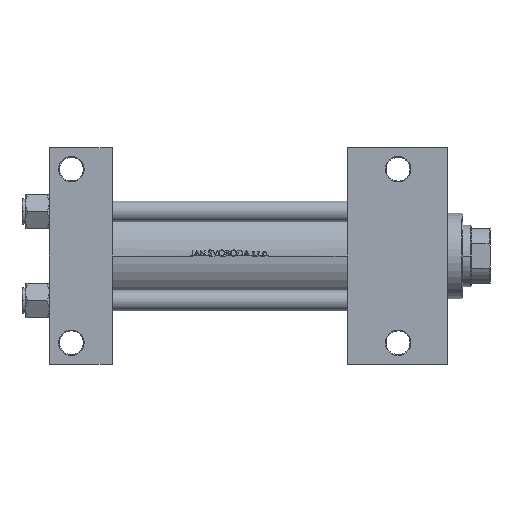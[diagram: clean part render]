
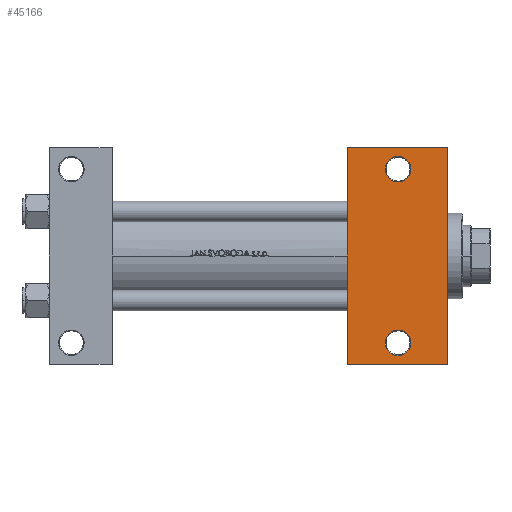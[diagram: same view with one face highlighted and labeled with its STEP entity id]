
A CAD part, front view. The second image highlights one B-rep face of the part: STEP entity #45166.
In plain terms, the highlighted face is planar.
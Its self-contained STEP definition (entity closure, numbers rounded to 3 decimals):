
#1878 = DIRECTION ( 'NONE',  ( 0., 0., 1. ) ) ;
#1888 = LINE ( 'NONE', #47586, #34477 ) ;
#2833 = VERTEX_POINT ( 'NONE', #45637 ) ;
#4169 = VECTOR ( 'NONE', #25769, 1000. ) ;
#4600 = ORIENTED_EDGE ( 'NONE', *, *, #40025, .T. ) ;
#4900 = CARTESIAN_POINT ( 'NONE',  ( 205., -51., -37.5 ) ) ;
#6036 = FACE_OUTER_BOUND ( 'NONE', #7741, .T. ) ;
#7741 = EDGE_LOOP ( 'NONE', ( #18588, #13599, #17617, #48487 ) ) ;
#7811 = EDGE_CURVE ( 'NONE', #26843, #18023, #11171, .T. ) ;
#8003 = CARTESIAN_POINT ( 'NONE',  ( 175., 63.5, -37.5 ) ) ;
#10045 = FACE_BOUND ( 'NONE', #40333, .T. ) ;
#11171 = LINE ( 'NONE', #34043, #24327 ) ;
#12746 = AXIS2_PLACEMENT_3D ( 'NONE', #16664, #35542, #20907 ) ;
#13599 = ORIENTED_EDGE ( 'NONE', *, *, #7811, .T. ) ;
#13983 = AXIS2_PLACEMENT_3D ( 'NONE', #25353, #40720, #17073 ) ;
#15927 = CARTESIAN_POINT ( 'NONE',  ( 197.5, 51., -37.5 ) ) ;
#16664 = CARTESIAN_POINT ( 'NONE',  ( 205., -51., -37.5 ) ) ;
#17073 = DIRECTION ( 'NONE',  ( -1., 0., 0. ) ) ;
#17242 = CARTESIAN_POINT ( 'NONE',  ( 175., 37.5, -37.5 ) ) ;
#17617 = ORIENTED_EDGE ( 'NONE', *, *, #31708, .T. ) ;
#18023 = VERTEX_POINT ( 'NONE', #29654 ) ;
#18191 = CIRCLE ( 'NONE', #47081, 7.5 ) ;
#18265 = CARTESIAN_POINT ( 'NONE',  ( 234., -63.5, -37.5 ) ) ;
#18588 = ORIENTED_EDGE ( 'NONE', *, *, #48705, .F. ) ;
#19762 = EDGE_CURVE ( 'NONE', #32719, #41524, #22983, .T. ) ;
#20186 = DIRECTION ( 'NONE',  ( -1., 0., 0. ) ) ;
#20907 = DIRECTION ( 'NONE',  ( -1., 0., 0. ) ) ;
#21078 = FACE_BOUND ( 'NONE', #46922, .T. ) ;
#22983 = CIRCLE ( 'NONE', #36703, 7.5 ) ;
#23959 = CARTESIAN_POINT ( 'NONE',  ( 205., 51., -37.5 ) ) ;
#24133 = LINE ( 'NONE', #32439, #31693 ) ;
#24327 = VECTOR ( 'NONE', #34287, 1000. ) ;
#24398 = EDGE_CURVE ( 'NONE', #2833, #34173, #18191, .T. ) ;
#24939 = DIRECTION ( 'NONE',  ( 0., -1., 0. ) ) ;
#25015 = CIRCLE ( 'NONE', #33867, 7.5 ) ;
#25085 = DIRECTION ( 'NONE',  ( 0., 0., 1. ) ) ;
#25099 = PLANE ( 'NONE',  #13983 ) ;
#25353 = CARTESIAN_POINT ( 'NONE',  ( 234., 37.5, -37.5 ) ) ;
#25769 = DIRECTION ( 'NONE',  ( 0., -1., 0. ) ) ;
#26843 = VERTEX_POINT ( 'NONE', #8003 ) ;
#28681 = VERTEX_POINT ( 'NONE', #18265 ) ;
#29192 = EDGE_CURVE ( 'NONE', #34173, #2833, #46462, .T. ) ;
#29654 = CARTESIAN_POINT ( 'NONE',  ( 234., 63.5, -37.5 ) ) ;
#31693 = VECTOR ( 'NONE', #39758, 1000. ) ;
#31708 = EDGE_CURVE ( 'NONE', #18023, #28681, #1888, .T. ) ;
#31775 = DIRECTION ( 'NONE',  ( -1., 0., 0. ) ) ;
#32439 = CARTESIAN_POINT ( 'NONE',  ( 175., -63.5, -37.5 ) ) ;
#32613 = CARTESIAN_POINT ( 'NONE',  ( 212.5, 51., -37.5 ) ) ;
#32719 = VERTEX_POINT ( 'NONE', #15927 ) ;
#33671 = ORIENTED_EDGE ( 'NONE', *, *, #29192, .T. ) ;
#33867 = AXIS2_PLACEMENT_3D ( 'NONE', #23959, #1878, #31775 ) ;
#34043 = CARTESIAN_POINT ( 'NONE',  ( 175., 63.5, -37.5 ) ) ;
#34173 = VERTEX_POINT ( 'NONE', #45648 ) ;
#34287 = DIRECTION ( 'NONE',  ( 1., 0., 0. ) ) ;
#34477 = VECTOR ( 'NONE', #24939, 1000. ) ;
#35542 = DIRECTION ( 'NONE',  ( 0., 0., 1. ) ) ;
#35705 = CARTESIAN_POINT ( 'NONE',  ( 205., 51., -37.5 ) ) ;
#36051 = DIRECTION ( 'NONE',  ( 0., 0., 1. ) ) ;
#36390 = ORIENTED_EDGE ( 'NONE', *, *, #19762, .T. ) ;
#36703 = AXIS2_PLACEMENT_3D ( 'NONE', #35705, #25085, #48207 ) ;
#39126 = CARTESIAN_POINT ( 'NONE',  ( 175., -63.5, -37.5 ) ) ;
#39758 = DIRECTION ( 'NONE',  ( -1., 0., 0. ) ) ;
#40025 = EDGE_CURVE ( 'NONE', #41524, #32719, #25015, .T. ) ;
#40333 = EDGE_LOOP ( 'NONE', ( #41473, #33671 ) ) ;
#40720 = DIRECTION ( 'NONE',  ( 0., 0., -1. ) ) ;
#41473 = ORIENTED_EDGE ( 'NONE', *, *, #24398, .T. ) ;
#41524 = VERTEX_POINT ( 'NONE', #32613 ) ;
#45166 = ADVANCED_FACE ( 'NONE', ( #21078, #10045, #6036 ), #25099, .T. ) ;
#45533 = VERTEX_POINT ( 'NONE', #39126 ) ;
#45637 = CARTESIAN_POINT ( 'NONE',  ( 197.5, -51., -37.5 ) ) ;
#45648 = CARTESIAN_POINT ( 'NONE',  ( 212.5, -51., -37.5 ) ) ;
#46217 = EDGE_CURVE ( 'NONE', #28681, #45533, #24133, .T. ) ;
#46462 = CIRCLE ( 'NONE', #12746, 7.5 ) ;
#46922 = EDGE_LOOP ( 'NONE', ( #36390, #4600 ) ) ;
#47081 = AXIS2_PLACEMENT_3D ( 'NONE', #4900, #36051, #20186 ) ;
#47586 = CARTESIAN_POINT ( 'NONE',  ( 234., 37.5, -37.5 ) ) ;
#48143 = LINE ( 'NONE', #17242, #4169 ) ;
#48207 = DIRECTION ( 'NONE',  ( -1., 0., 0. ) ) ;
#48487 = ORIENTED_EDGE ( 'NONE', *, *, #46217, .T. ) ;
#48705 = EDGE_CURVE ( 'NONE', #26843, #45533, #48143, .T. ) ;
